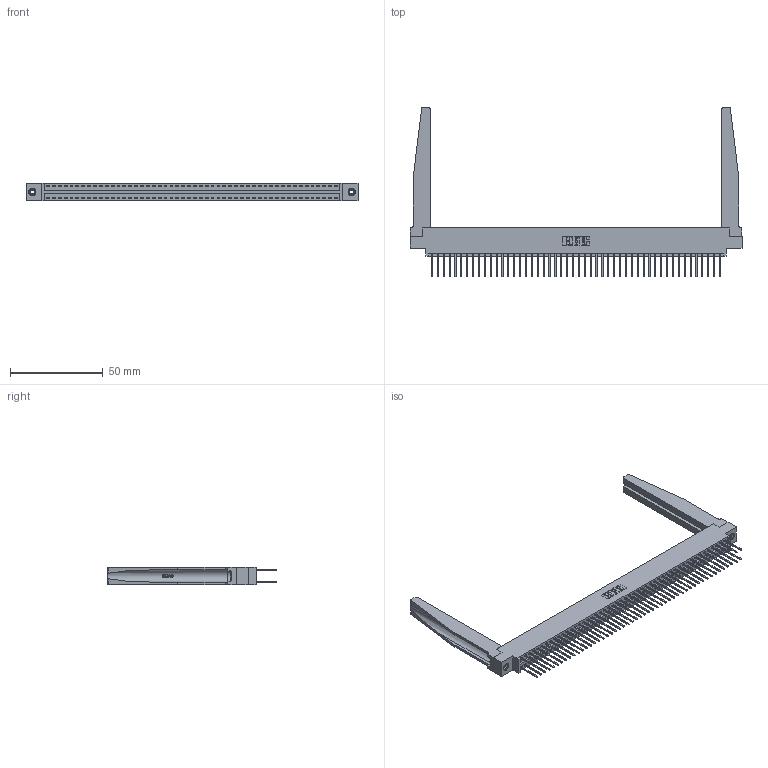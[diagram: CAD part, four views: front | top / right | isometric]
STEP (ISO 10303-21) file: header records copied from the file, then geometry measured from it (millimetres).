
FILE_DESCRIPTION (( 'STEP AP203' ), '1' );
FILE_NAME ('346-100-522-878.STEP', '2022-05-26T20:19:25', ( '' ), ( '' ), 'SwSTEP 2.0', 'SolidWorks 2020', '' );
FILE_SCHEMA (( 'CONFIG_CONTROL_DESIGN' ));
Length unit declared in the file: inch
Products named in the file (5): 345-250-001_345-250-001-102; 346 Part_0.170 Offset - 0.156 Dia-TH; 346-220-078_345-220-078; 345-292-001_345-293-122; 346-100-522-878
Assembly tree (105 placements, depth 2):
  346-100-522-878
    346 Part_0.170 Offset - 0.156 Dia-TH
    345-292-001_345-293-122  x100
    346-220-078_345-220-078  x2
    345-250-001_345-250-001-102  x2
Bounding box: 179.32 x 91.69 x 9.4 mm (x, y, z)
Volume: 24540.8 mm3; surface area: 32301.6 mm2
Topology: 105 solids, 105 shells, 5574 faces, 16485 edges, 10846 vertices
Faces by surface type: plane 3736, cylinder 1786, bspline 36, cone 12, torus 4
Entity records: 36868 total; most frequent: CARTESIAN_POINT 7009, ORIENTED_EDGE 5830, DIRECTION 5213, EDGE_CURVE 2915, VECTOR 2489, LINE 2489, VERTEX_POINT 1936, AXIS2_PLACEMENT_3D 1362
